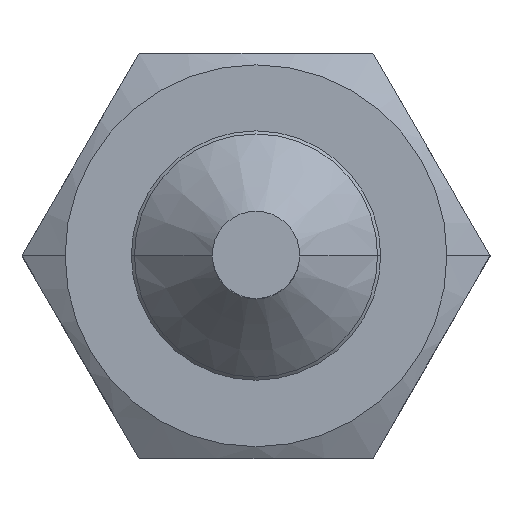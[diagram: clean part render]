
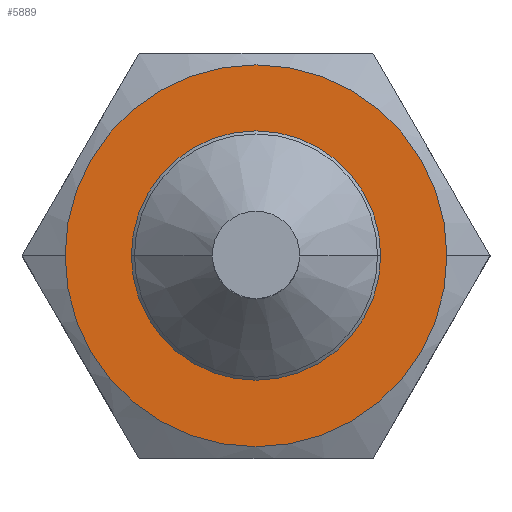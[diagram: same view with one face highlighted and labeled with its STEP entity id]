
A CAD part, top view. The second image highlights one B-rep face of the part: STEP entity #5889.
In plain terms, the highlighted planar face has unit normal (0, 0, 1).
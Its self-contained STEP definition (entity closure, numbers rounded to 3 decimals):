
#42 = AXIS2_PLACEMENT_3D ( 'NONE', #2140, #12688, #3194 ) ;
#148 = EDGE_LOOP ( 'NONE', ( #10447, #3603 ) ) ;
#1416 = CIRCLE ( 'NONE', #2247, 3.674 ) ;
#1496 = DIRECTION ( 'NONE',  ( 0., 0., -1. ) ) ;
#1534 = DIRECTION ( 'NONE',  ( 0., 0., -1. ) ) ;
#1745 = VERTEX_POINT ( 'NONE', #12109 ) ;
#1799 = VERTEX_POINT ( 'NONE', #5806 ) ;
#1845 = DIRECTION ( 'NONE',  ( 0., 0., 1. ) ) ;
#2140 = CARTESIAN_POINT ( 'NONE',  ( 0., 0., 13.315 ) ) ;
#2247 = AXIS2_PLACEMENT_3D ( 'NONE', #12331, #1496, #12195 ) ;
#3194 = DIRECTION ( 'NONE',  ( -1., 0., 0. ) ) ;
#3587 = DIRECTION ( 'NONE',  ( -1., 0., 0. ) ) ;
#3603 = ORIENTED_EDGE ( 'NONE', *, *, #6928, .F. ) ;
#4062 = DIRECTION ( 'NONE',  ( 1., 0., 0. ) ) ;
#4266 = EDGE_LOOP ( 'NONE', ( #9291, #5571 ) ) ;
#5571 = ORIENTED_EDGE ( 'NONE', *, *, #9895, .T. ) ;
#5694 = CIRCLE ( 'NONE', #10456, 6.125 ) ;
#5720 = FACE_BOUND ( 'NONE', #4266, .T. ) ;
#5806 = CARTESIAN_POINT ( 'NONE',  ( -6.125, 0., 13.315 ) ) ;
#5889 = ADVANCED_FACE ( 'NONE', ( #5720, #11274 ), #13738, .T. ) ;
#6069 = CIRCLE ( 'NONE', #42, 6.125 ) ;
#6928 = EDGE_CURVE ( 'NONE', #1745, #1799, #6069, .T. ) ;
#6967 = VERTEX_POINT ( 'NONE', #13941 ) ;
#7102 = CARTESIAN_POINT ( 'NONE',  ( 0., 0., 13.315 ) ) ;
#7155 = DIRECTION ( 'NONE',  ( 0., 0., -1. ) ) ;
#8430 = EDGE_CURVE ( 'NONE', #1799, #1745, #5694, .T. ) ;
#9291 = ORIENTED_EDGE ( 'NONE', *, *, #13212, .T. ) ;
#9895 = EDGE_CURVE ( 'NONE', #11051, #6967, #12540, .T. ) ;
#10395 = CARTESIAN_POINT ( 'NONE',  ( -3.674, 0., 13.315 ) ) ;
#10447 = ORIENTED_EDGE ( 'NONE', *, *, #8430, .F. ) ;
#10456 = AXIS2_PLACEMENT_3D ( 'NONE', #12240, #1534, #3587 ) ;
#11051 = VERTEX_POINT ( 'NONE', #10395 ) ;
#11274 = FACE_OUTER_BOUND ( 'NONE', #148, .T. ) ;
#12109 = CARTESIAN_POINT ( 'NONE',  ( 6.125, 0., 13.315 ) ) ;
#12195 = DIRECTION ( 'NONE',  ( 1., 0., 0. ) ) ;
#12240 = CARTESIAN_POINT ( 'NONE',  ( 0., 0., 13.315 ) ) ;
#12331 = CARTESIAN_POINT ( 'NONE',  ( 0., 0., 13.315 ) ) ;
#12418 = DIRECTION ( 'NONE',  ( 1., 0., 0. ) ) ;
#12540 = CIRCLE ( 'NONE', #13873, 3.674 ) ;
#12688 = DIRECTION ( 'NONE',  ( 0., 0., -1. ) ) ;
#12948 = AXIS2_PLACEMENT_3D ( 'NONE', #13698, #1845, #4062 ) ;
#13212 = EDGE_CURVE ( 'NONE', #6967, #11051, #1416, .T. ) ;
#13698 = CARTESIAN_POINT ( 'NONE',  ( 3.753, -6.5, 13.315 ) ) ;
#13738 = PLANE ( 'NONE',  #12948 ) ;
#13873 = AXIS2_PLACEMENT_3D ( 'NONE', #7102, #7155, #12418 ) ;
#13941 = CARTESIAN_POINT ( 'NONE',  ( 3.674, 0., 13.315 ) ) ;
